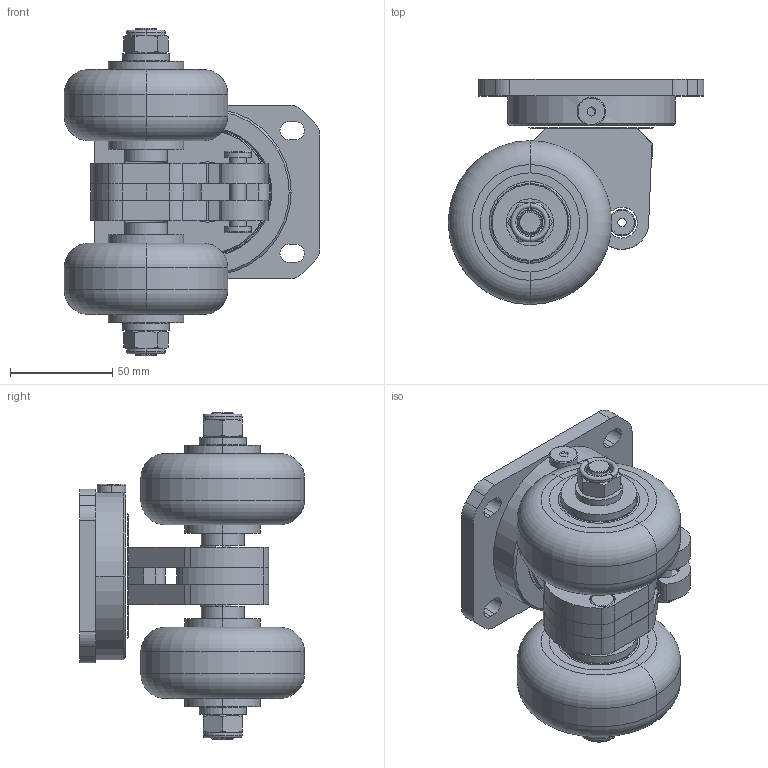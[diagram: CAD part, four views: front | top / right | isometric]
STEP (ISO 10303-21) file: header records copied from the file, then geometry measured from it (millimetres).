
FILE_DESCRIPTION((''),'2;1');
FILE_NAME('PRT0002','2025-09-06T14:04:23',('Administrator'),(''),'CREO PARAMETRIC BY PTC INC, 2022124','CREO PARAMETRIC BY PTC INC, 2022124','');
FILE_SCHEMA(('AUTOMOTIVE_DESIGN { 1 0 10303 214 1 1 1 1 }'));
Length unit declared in the file: millimetre
Products named in the file (1): PRT0002
Bounding box: 125 x 110 x 160 mm (x, y, z)
Surface area: 87810.8 mm2 (no closed solid volume)
Topology: 0 solids, 54 shells, 255 faces, 1069 edges, 859 vertices
Faces by surface type: plane 96, cylinder 73, cone 42, torus 42, bspline 2
Entity records: 14140 total; most frequent: CARTESIAN_POINT 3227, DIRECTION 2087, ORIENTED_EDGE 1512, EDGE_CURVE 1069, VERTEX_POINT 859, AXIS2_PLACEMENT_3D 825, CIRCLE 562, VECTOR 434
